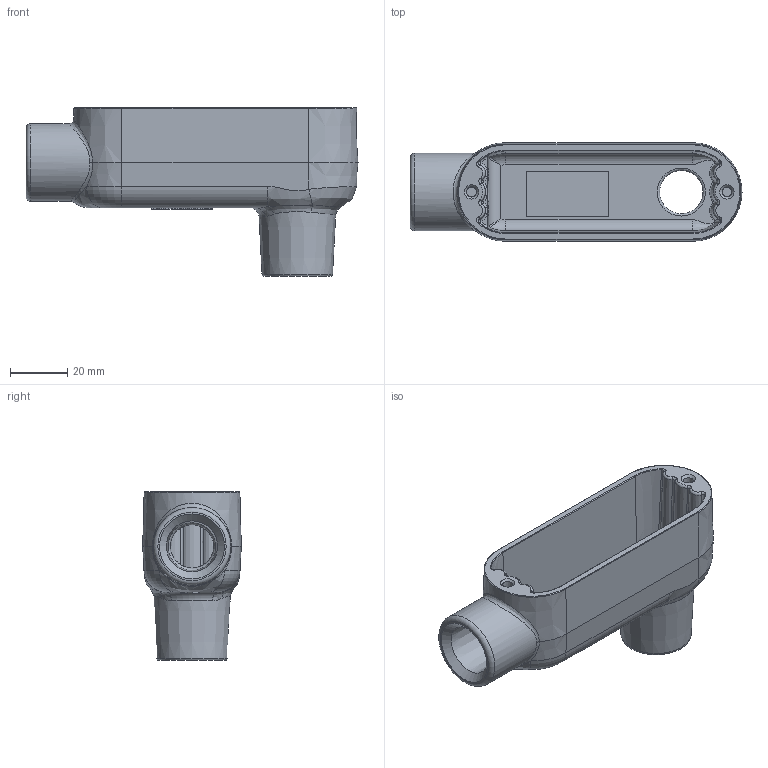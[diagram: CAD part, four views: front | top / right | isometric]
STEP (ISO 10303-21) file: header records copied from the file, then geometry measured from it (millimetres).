
FILE_DESCRIPTION(/* description */ (''),/* implementation_level */ '2;1');
FILE_NAME(/* name */ 'KIL_OLB-1.stp',/* time_stamp */ '2019-12-20T11:41:19+05:00',/* author */ ('kr'),/* organization */ (''),/* preprocessor_version */ 'ST-DEVELOPER v16.13',/* originating_system */ 'Autodesk Inventor 2018',/* authorisation */ '');
FILE_SCHEMA (('AUTOMOTIVE_DESIGN { 1 0 10303 214 3 1 1 }'));
Length unit declared in the file: inch
Products named in the file (1): 06396-1
Bounding box: 115.59 x 34.32 x 58.72 mm (x, y, z)
Volume: 44534.2 mm3; surface area: 25696.6 mm2
Topology: 1 solids, 1 shells, 379 faces, 972 edges, 613 vertices
Faces by surface type: plane 155, bspline 151, torus 33, cone 24, cylinder 12, sphere 4
Full cylindrical faces by diameter (mm): 15.113 x2, 26.975 x1
Entity records: 15734 total; most frequent: CARTESIAN_POINT 7616, ORIENTED_EDGE 1874, DIRECTION 1265, EDGE_CURVE 937, VERTEX_POINT 605, LINE 485, VECTOR 485, EDGE_LOOP 428
